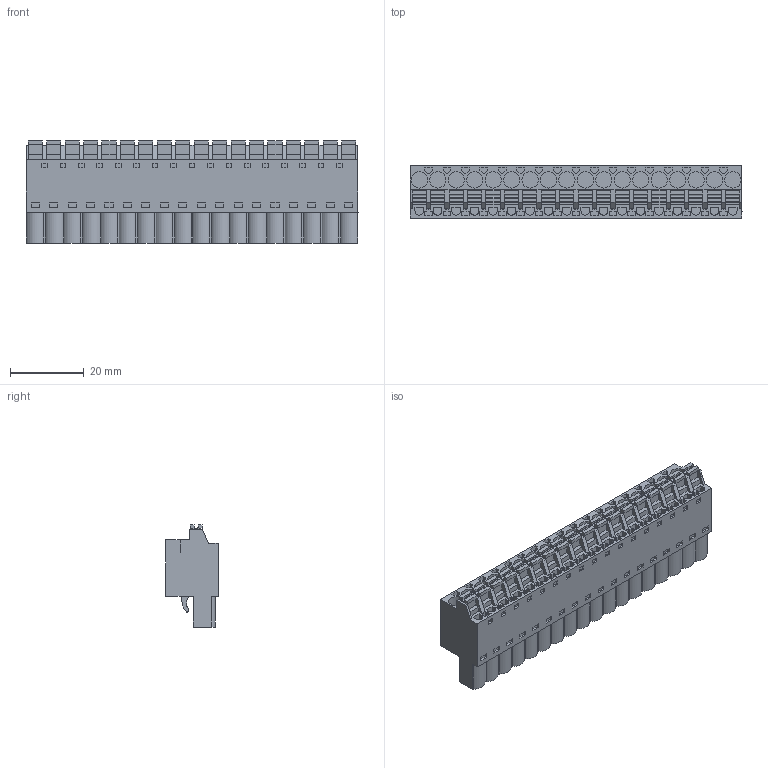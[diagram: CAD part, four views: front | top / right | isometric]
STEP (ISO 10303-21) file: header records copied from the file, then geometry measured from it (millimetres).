
FILE_DESCRIPTION(('CATIA V5 STEP Exchange','CAx-IF Rec.Pracs.--- Model Styling and Organization---1.2---2011-12-15'),'2;1');
FILE_NAME ('D1446761_0_1017850000_1017850000.stp','2017-04-27T11:55:03+00:00',('none'),('Weidmueller'),'CATIA Version 5-6 Release 2014','CATIA V5 STEP AP214','none');
FILE_SCHEMA(('AUTOMOTIVE_DESIGN { 1 0 10303 214 1 1 1 1 }'));
Length unit declared in the file: millimetre
Products named in the file (1): 1017850000
Bounding box: 90 x 14.2 x 27.73 mm (x, y, z)
Volume: 22546.9 mm3; surface area: 11853.5 mm2
Topology: 19 solids, 19 shells, 1491 faces, 4357 edges, 3047 vertices
Faces by surface type: plane 1357, cylinder 130, extrusion 4
Entity records: 47948 total; most frequent: ORIENTED_EDGE 8714, CARTESIAN_POINT 8672, DIRECTION 6189, EDGE_CURVE 4357, VECTOR 4058, LINE 4054, VERTEX_POINT 3047, EDGE_LOOP 1668
